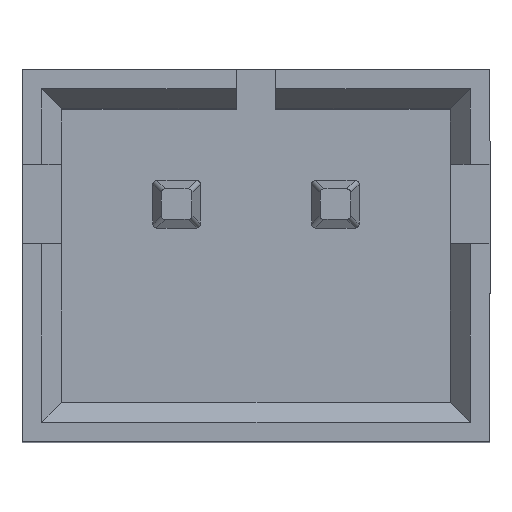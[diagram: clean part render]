
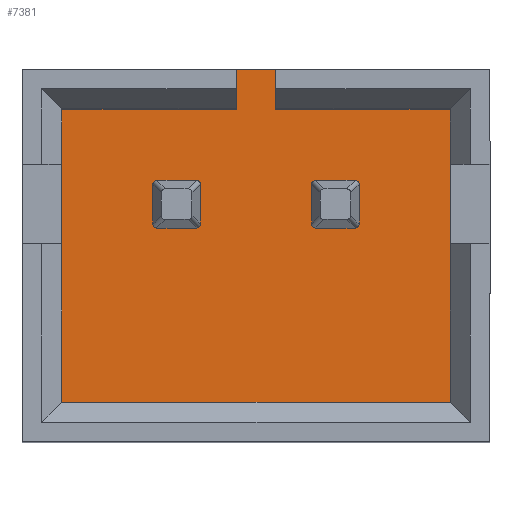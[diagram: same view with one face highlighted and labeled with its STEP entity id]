
A CAD part, top view. The second image highlights one B-rep face of the part: STEP entity #7381.
In plain terms, the highlighted planar face has unit normal (0, 0, 1).
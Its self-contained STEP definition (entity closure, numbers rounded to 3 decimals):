
#77 = EDGE_CURVE ( 'NONE', #2254, #632, #3367, .T. ) ;
#101 = VERTEX_POINT ( 'NONE', #2697 ) ;
#152 = EDGE_CURVE ( 'NONE', #4144, #6616, #6550, .T. ) ;
#156 = DIRECTION ( 'NONE',  ( -1., 0., 0. ) ) ;
#185 = CARTESIAN_POINT ( 'NONE',  ( -2.45, 0., 1.5 ) ) ;
#347 = CARTESIAN_POINT ( 'NONE',  ( 0., 0., 1.5 ) ) ;
#519 = CARTESIAN_POINT ( 'NONE',  ( 2.45, 0., 1.5 ) ) ;
#549 = VECTOR ( 'NONE', #1838, 1000. ) ;
#554 = ORIENTED_EDGE ( 'NONE', *, *, #5362, .T. ) ;
#595 = VERTEX_POINT ( 'NONE', #3599 ) ;
#632 = VERTEX_POINT ( 'NONE', #872 ) ;
#739 = VECTOR ( 'NONE', #1988, 1000. ) ;
#846 = DIRECTION ( 'NONE',  ( 0., -1., 0. ) ) ;
#872 = CARTESIAN_POINT ( 'NONE',  ( 1.7, 1.2, 1.5 ) ) ;
#975 = ORIENTED_EDGE ( 'NONE', *, *, #152, .T. ) ;
#1009 = DIRECTION ( 'NONE',  ( 1., 0., 0. ) ) ;
#1059 = CARTESIAN_POINT ( 'NONE',  ( 2.45, 1.2, 1.5 ) ) ;
#1166 = ORIENTED_EDGE ( 'NONE', *, *, #8085, .T. ) ;
#1656 = EDGE_CURVE ( 'NONE', #101, #595, #2501, .T. ) ;
#1664 = VECTOR ( 'NONE', #4616, 1000. ) ;
#1783 = DIRECTION ( 'NONE',  ( -1., 0., 0. ) ) ;
#1838 = DIRECTION ( 'NONE',  ( 0., 1., 0. ) ) ;
#1988 = DIRECTION ( 'NONE',  ( -1., 0., 0. ) ) ;
#2067 = CARTESIAN_POINT ( 'NONE',  ( 0., 1.2, 1.5 ) ) ;
#2105 = LINE ( 'NONE', #185, #5311 ) ;
#2254 = VERTEX_POINT ( 'NONE', #1059 ) ;
#2287 = VECTOR ( 'NONE', #7563, 1000. ) ;
#2362 = ORIENTED_EDGE ( 'NONE', *, *, #5986, .T. ) ;
#2467 = CARTESIAN_POINT ( 'NONE',  ( 0., 1.7, 1.5 ) ) ;
#2475 = CARTESIAN_POINT ( 'NONE',  ( 2.45, -2.5, 1.5 ) ) ;
#2488 = CARTESIAN_POINT ( 'NONE',  ( 0.25, 0., 1.5 ) ) ;
#2495 = LINE ( 'NONE', #2488, #2287 ) ;
#2501 = LINE ( 'NONE', #6403, #4202 ) ;
#2691 = LINE ( 'NONE', #6441, #6069 ) ;
#2697 = CARTESIAN_POINT ( 'NONE',  ( -0.25, 1.7, 1.5 ) ) ;
#2734 = CARTESIAN_POINT ( 'NONE',  ( 0.25, 1.2, 1.5 ) ) ;
#2908 = VECTOR ( 'NONE', #7933, 1000. ) ;
#3057 = ORIENTED_EDGE ( 'NONE', *, *, #5803, .T. ) ;
#3367 = LINE ( 'NONE', #2067, #1664 ) ;
#3498 = CARTESIAN_POINT ( 'NONE',  ( 0., -2.5, 1.5 ) ) ;
#3599 = CARTESIAN_POINT ( 'NONE',  ( -0.25, 1.2, 1.5 ) ) ;
#3922 = DIRECTION ( 'NONE',  ( 0., -1., 0. ) ) ;
#4031 = VERTEX_POINT ( 'NONE', #2475 ) ;
#4144 = VERTEX_POINT ( 'NONE', #8267 ) ;
#4202 = VECTOR ( 'NONE', #3922, 1000. ) ;
#4281 = CARTESIAN_POINT ( 'NONE',  ( 0., 1.2, 1.5 ) ) ;
#4464 = ORIENTED_EDGE ( 'NONE', *, *, #77, .T. ) ;
#4613 = EDGE_CURVE ( 'NONE', #7023, #5182, #2495, .T. ) ;
#4616 = DIRECTION ( 'NONE',  ( -1., 0., 0. ) ) ;
#4677 = VECTOR ( 'NONE', #156, 1000. ) ;
#4750 = VERTEX_POINT ( 'NONE', #6435 ) ;
#4814 = DIRECTION ( 'NONE',  ( 0., 0., 1. ) ) ;
#5146 = DIRECTION ( 'NONE',  ( -1., 0., 0. ) ) ;
#5152 = CARTESIAN_POINT ( 'NONE',  ( 0.25, 1.7, 1.5 ) ) ;
#5182 = VERTEX_POINT ( 'NONE', #5152 ) ;
#5311 = VECTOR ( 'NONE', #846, 1000. ) ;
#5354 = ORIENTED_EDGE ( 'NONE', *, *, #4613, .T. ) ;
#5362 = EDGE_CURVE ( 'NONE', #6616, #4750, #2105, .T. ) ;
#5425 = CARTESIAN_POINT ( 'NONE',  ( -2.45, 1.2, 1.5 ) ) ;
#5605 = AXIS2_PLACEMENT_3D ( 'NONE', #347, #4814, #1009 ) ;
#5618 = EDGE_CURVE ( 'NONE', #4750, #4031, #7744, .T. ) ;
#5639 = LINE ( 'NONE', #5790, #739 ) ;
#5640 = LINE ( 'NONE', #519, #549 ) ;
#5790 = CARTESIAN_POINT ( 'NONE',  ( 0., 1.2, 1.5 ) ) ;
#5803 = EDGE_CURVE ( 'NONE', #5182, #101, #7351, .T. ) ;
#5863 = VECTOR ( 'NONE', #1783, 1000. ) ;
#5986 = EDGE_CURVE ( 'NONE', #632, #7023, #2691, .T. ) ;
#6064 = PLANE ( 'NONE',  #5605 ) ;
#6069 = VECTOR ( 'NONE', #5146, 1000. ) ;
#6235 = ORIENTED_EDGE ( 'NONE', *, *, #1656, .T. ) ;
#6403 = CARTESIAN_POINT ( 'NONE',  ( -0.25, 0., 1.5 ) ) ;
#6435 = CARTESIAN_POINT ( 'NONE',  ( -2.45, -2.5, 1.5 ) ) ;
#6441 = CARTESIAN_POINT ( 'NONE',  ( 0., 1.2, 1.5 ) ) ;
#6534 = ORIENTED_EDGE ( 'NONE', *, *, #6796, .T. ) ;
#6550 = LINE ( 'NONE', #4281, #4677 ) ;
#6616 = VERTEX_POINT ( 'NONE', #5425 ) ;
#6796 = EDGE_CURVE ( 'NONE', #4031, #2254, #5640, .T. ) ;
#6953 = ORIENTED_EDGE ( 'NONE', *, *, #5618, .T. ) ;
#7023 = VERTEX_POINT ( 'NONE', #2734 ) ;
#7111 = EDGE_LOOP ( 'NONE', ( #1166, #975, #554, #6953, #6534, #4464, #2362, #5354, #3057, #6235 ) ) ;
#7351 = LINE ( 'NONE', #2467, #5863 ) ;
#7381 = ADVANCED_FACE ( 'NONE', ( #7545 ), #6064, .T. ) ;
#7545 = FACE_OUTER_BOUND ( 'NONE', #7111, .T. ) ;
#7563 = DIRECTION ( 'NONE',  ( 0., 1., 0. ) ) ;
#7744 = LINE ( 'NONE', #3498, #2908 ) ;
#7933 = DIRECTION ( 'NONE',  ( 1., 0., 0. ) ) ;
#8085 = EDGE_CURVE ( 'NONE', #595, #4144, #5639, .T. ) ;
#8267 = CARTESIAN_POINT ( 'NONE',  ( -1.7, 1.2, 1.5 ) ) ;
